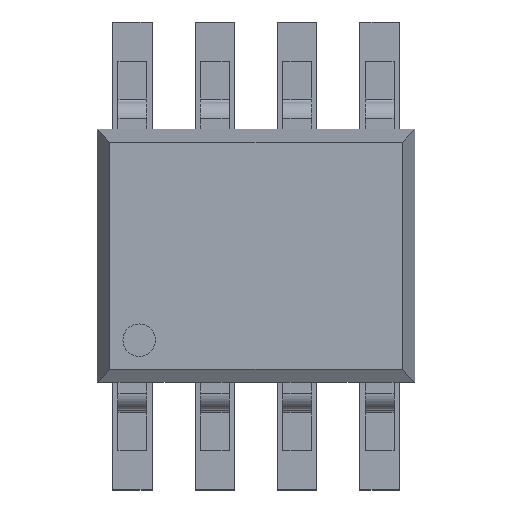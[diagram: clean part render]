
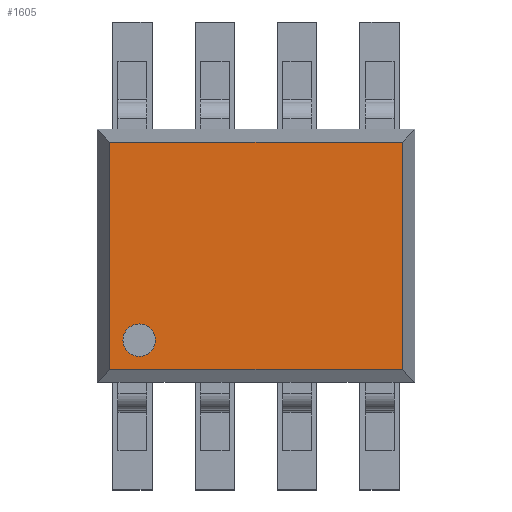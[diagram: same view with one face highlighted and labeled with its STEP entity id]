
A CAD part, top view. The second image highlights one B-rep face of the part: STEP entity #1605.
In plain terms, the highlighted planar face has unit normal (0, 0, 1).
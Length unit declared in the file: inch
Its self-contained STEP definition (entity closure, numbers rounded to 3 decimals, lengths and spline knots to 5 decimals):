
#38 = EDGE_CURVE ( 'NONE', #3783, #2498, #1171, .T. ) ;
#110 = LINE ( 'NONE', #4888, #3137 ) ;
#119 = FACE_BOUND ( 'NONE', #3023, .T. ) ;
#120 = CARTESIAN_POINT ( 'NONE',  ( 0.08858, -0.0689, 0.0719 ) ) ;
#161 = CARTESIAN_POINT ( 'NONE',  ( -0.07087, -0.05118, 0.0719 ) ) ;
#166 = ORIENTED_EDGE ( 'NONE', *, *, #4147, .F. ) ;
#324 = DIRECTION ( 'NONE',  ( 1., 0., 0. ) ) ;
#478 = CARTESIAN_POINT ( 'NONE',  ( -0.08071, -0.05118, 0.0719 ) ) ;
#495 = DIRECTION ( 'NONE',  ( -1., 0., 0. ) ) ;
#509 = CARTESIAN_POINT ( 'NONE',  ( 0.08858, 0.0689, 0.0719 ) ) ;
#694 = ORIENTED_EDGE ( 'NONE', *, *, #2277, .F. ) ;
#1010 = CARTESIAN_POINT ( 'NONE',  ( -0.06102, -0.05118, 0.0719 ) ) ;
#1171 = CIRCLE ( 'NONE', #3172, 0.00984 ) ;
#1296 = EDGE_LOOP ( 'NONE', ( #694, #3001, #4217, #1599 ) ) ;
#1451 = AXIS2_PLACEMENT_3D ( 'NONE', #3880, #2316, #324 ) ;
#1523 = DIRECTION ( 'NONE',  ( 0., 1., 0. ) ) ;
#1599 = ORIENTED_EDGE ( 'NONE', *, *, #4403, .T. ) ;
#1605 = ADVANCED_FACE ( 'NONE', ( #3662, #119 ), #3016, .T. ) ;
#1607 = CIRCLE ( 'NONE', #4427, 0.00984 ) ;
#1665 = DIRECTION ( 'NONE',  ( 1., 0., 0. ) ) ;
#1714 = DIRECTION ( 'NONE',  ( 0., 0., 1. ) ) ;
#1803 = LINE ( 'NONE', #1830, #3044 ) ;
#1830 = CARTESIAN_POINT ( 'NONE',  ( -0.08858, -0.0689, 0.0719 ) ) ;
#2048 = DIRECTION ( 'NONE',  ( 0., 0., 1. ) ) ;
#2097 = CARTESIAN_POINT ( 'NONE',  ( -0.07087, -0.05118, 0.0719 ) ) ;
#2183 = ORIENTED_EDGE ( 'NONE', *, *, #38, .F. ) ;
#2277 = EDGE_CURVE ( 'NONE', #4530, #3308, #110, .T. ) ;
#2316 = DIRECTION ( 'NONE',  ( 0., 0., 1. ) ) ;
#2363 = CARTESIAN_POINT ( 'NONE',  ( 0.08858, -0.0689, 0.0719 ) ) ;
#2393 = LINE ( 'NONE', #2363, #3516 ) ;
#2498 = VERTEX_POINT ( 'NONE', #1010 ) ;
#2515 = DIRECTION ( 'NONE',  ( -1., 0., 0. ) ) ;
#2622 = EDGE_CURVE ( 'NONE', #5016, #4530, #1803, .T. ) ;
#2958 = CARTESIAN_POINT ( 'NONE',  ( -0.08858, -0.0689, 0.0719 ) ) ;
#3001 = ORIENTED_EDGE ( 'NONE', *, *, #2622, .F. ) ;
#3016 = PLANE ( 'NONE',  #1451 ) ;
#3023 = EDGE_LOOP ( 'NONE', ( #2183, #166 ) ) ;
#3044 = VECTOR ( 'NONE', #3872, 39.37008 ) ;
#3137 = VECTOR ( 'NONE', #1665, 39.37008 ) ;
#3172 = AXIS2_PLACEMENT_3D ( 'NONE', #161, #1714, #2515 ) ;
#3308 = VERTEX_POINT ( 'NONE', #509 ) ;
#3376 = DIRECTION ( 'NONE',  ( 1., 0., 0. ) ) ;
#3427 = CARTESIAN_POINT ( 'NONE',  ( -0.08858, -0.0689, 0.0719 ) ) ;
#3516 = VECTOR ( 'NONE', #1523, 39.37008 ) ;
#3662 = FACE_OUTER_BOUND ( 'NONE', #1296, .T. ) ;
#3738 = LINE ( 'NONE', #3427, #4923 ) ;
#3783 = VERTEX_POINT ( 'NONE', #478 ) ;
#3872 = DIRECTION ( 'NONE',  ( 0., 1., 0. ) ) ;
#3880 = CARTESIAN_POINT ( 'NONE',  ( 0., 0., 0.0719 ) ) ;
#4147 = EDGE_CURVE ( 'NONE', #2498, #3783, #1607, .T. ) ;
#4169 = VERTEX_POINT ( 'NONE', #120 ) ;
#4209 = EDGE_CURVE ( 'NONE', #5016, #4169, #3738, .T. ) ;
#4217 = ORIENTED_EDGE ( 'NONE', *, *, #4209, .T. ) ;
#4403 = EDGE_CURVE ( 'NONE', #4169, #3308, #2393, .T. ) ;
#4427 = AXIS2_PLACEMENT_3D ( 'NONE', #2097, #2048, #495 ) ;
#4530 = VERTEX_POINT ( 'NONE', #4823 ) ;
#4823 = CARTESIAN_POINT ( 'NONE',  ( -0.08858, 0.0689, 0.0719 ) ) ;
#4888 = CARTESIAN_POINT ( 'NONE',  ( -0.08858, 0.0689, 0.0719 ) ) ;
#4923 = VECTOR ( 'NONE', #3376, 39.37008 ) ;
#5016 = VERTEX_POINT ( 'NONE', #2958 ) ;
